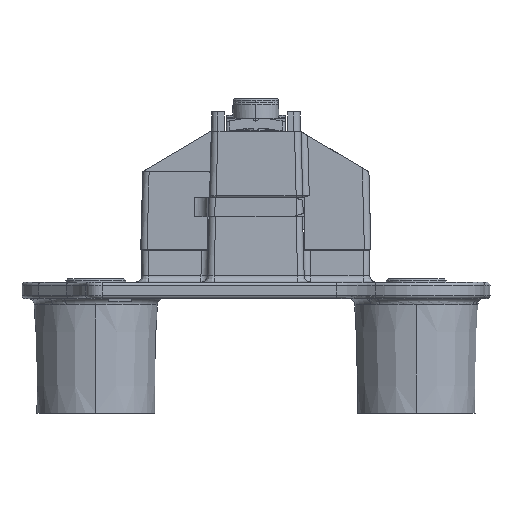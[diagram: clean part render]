
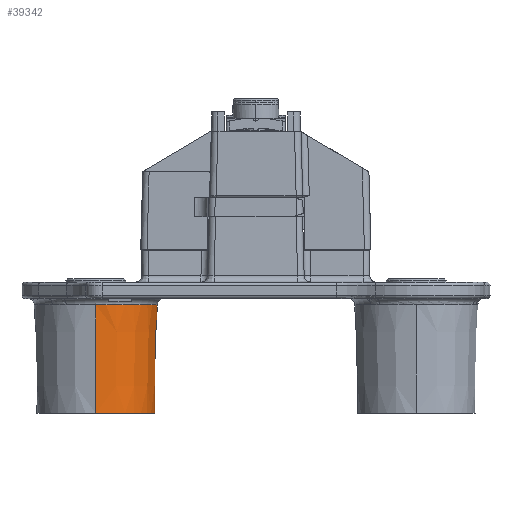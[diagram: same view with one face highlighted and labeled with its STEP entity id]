
A CAD part, left-side view. The second image highlights one B-rep face of the part: STEP entity #39342.
In plain terms, the highlighted conical face has half-angle 1.5 degrees and reference radius 9.204 mm.
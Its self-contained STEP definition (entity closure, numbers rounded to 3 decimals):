
#770=DIRECTION('',(0.026,0.,-1.));
#771=VECTOR('',#770,16.532);
#772=CARTESIAN_POINT('',(48.78,24.424,-3.474));
#773=LINE('',#772,#771);
#774=DIRECTION('',(0.026,0.,1.));
#775=VECTOR('',#774,16.592);
#776=CARTESIAN_POINT('',(67.187,24.424,-20.));
#777=LINE('',#776,#775);
#1783=CARTESIAN_POINT('',(64.511,17.431,-3.474));
#1784=CARTESIAN_POINT('',(64.61,17.521,-3.474));
#1785=CARTESIAN_POINT('',(64.819,17.717,-3.467));
#1786=CARTESIAN_POINT('',(65.16,18.069,-3.442));
#1787=CARTESIAN_POINT('',(65.503,18.465,-3.418));
#1788=CARTESIAN_POINT('',(65.693,18.711,-3.414));
#1789=CARTESIAN_POINT('',(65.783,18.833,-3.414));
#1791=CARTESIAN_POINT('',(58.2,24.424,-3.414));
#1792=DIRECTION('',(0.,0.,1.));
#1793=DIRECTION('',(0.805,-0.593,0.));
#1794=AXIS2_PLACEMENT_3D('',#1791,#1792,#1793);
#1796=CARTESIAN_POINT('',(58.2,24.424,-3.474));
#1797=DIRECTION('',(0.,0.,1.));
#1798=DIRECTION('',(-1.,0.,0.));
#1799=AXIS2_PLACEMENT_3D('',#1796,#1797,#1798);
#1806=CARTESIAN_POINT('',(58.2,24.424,-20.));
#1807=DIRECTION('',(0.,0.,-1.));
#1808=DIRECTION('',(1.,0.,0.));
#1809=AXIS2_PLACEMENT_3D('',#1806,#1807,#1808);
#32309=CARTESIAN_POINT('',(67.187,24.424,-20.));
#32310=CARTESIAN_POINT('',(49.213,24.424,-20.));
#32311=VERTEX_POINT('',#32309);
#32312=VERTEX_POINT('',#32310);
#32882=VERTEX_POINT('',#1783);
#32883=VERTEX_POINT('',#1789);
#32886=CARTESIAN_POINT('',(67.621,24.424,
-3.414));
#32887=VERTEX_POINT('',#32886);
#32893=CARTESIAN_POINT('',(48.78,24.424,
-3.474));
#32894=VERTEX_POINT('',#32893);
#39327=CARTESIAN_POINT('',(58.2,24.424,-11.707));
#39328=DIRECTION('',(0.,0.,1.));
#39329=DIRECTION('',(-1.,0.,0.));
#39330=AXIS2_PLACEMENT_3D('',#39327,#39328,#39329);
#39331=CONICAL_SURFACE('',#39330,9.204,1.5);
#39332=ORIENTED_EDGE('',*,*,#39306,.T.);
#39333=ORIENTED_EDGE('',*,*,#36648,.T.);
#39334=ORIENTED_EDGE('',*,*,#36684,.F.);
#39336=ORIENTED_EDGE('',*,*,#39335,.T.);
#39337=ORIENTED_EDGE('',*,*,#36680,.F.);
#39339=ORIENTED_EDGE('',*,*,#39338,.T.);
#39340=EDGE_LOOP('',(#39332,#39333,#39334,#39336,#39337,#39339));
#39341=FACE_OUTER_BOUND('',#39340,.F.);
#39342=ADVANCED_FACE('',(#39341),#39331,.T.);
#1790=B_SPLINE_CURVE_WITH_KNOTS('',3,(#1783,#1784,#1785,#1786,#1787,#1788,
#1789),.UNSPECIFIED.,.F.,.F.,(4,1,1,1,4),(0.,0.25,0.5,0.75,1.),
.UNSPECIFIED.);
#1795=CIRCLE('',#1794,9.421);
#1800=CIRCLE('',#1799,9.42);
#1810=CIRCLE('',#1809,8.987);
#36648=EDGE_CURVE('',#32883,#32887,#1795,.T.);
#36680=EDGE_CURVE('',#32894,#32312,#773,.T.);
#36684=EDGE_CURVE('',#32311,#32887,#777,.T.);
#39306=EDGE_CURVE('',#32882,#32883,#1790,.T.);
#39335=EDGE_CURVE('',#32311,#32312,#1810,.T.);
#39338=EDGE_CURVE('',#32894,#32882,#1800,.T.);
